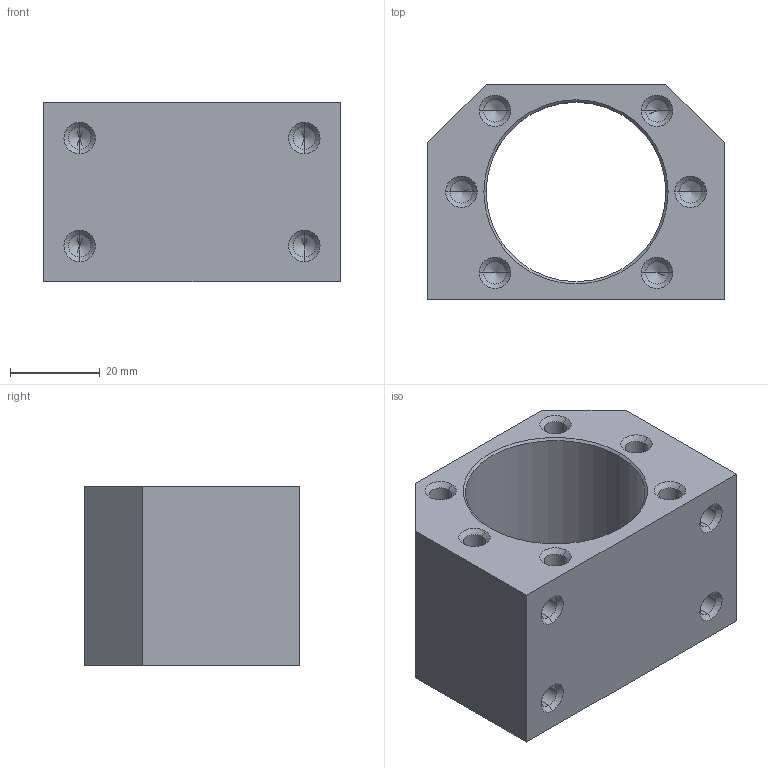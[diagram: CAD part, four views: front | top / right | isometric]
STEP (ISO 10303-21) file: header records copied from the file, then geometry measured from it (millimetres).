
FILE_DESCRIPTION (( 'STEP AP203' ), '1' );
FILE_NAME ('Bracket DSG25H.STEP', '2016-06-16T16:29:52', ( 'User' ), ( '' ), 'SwSTEP 2.0', 'SolidWorks 2015', '' );
FILE_SCHEMA (( 'CONFIG_CONTROL_DESIGN' ));
Length unit declared in the file: millimetre
Products named in the file (1): Bracket DSG25H
Bounding box: 66 x 48 x 40 mm (x, y, z)
Volume: 66530.3 mm3; surface area: 19259 mm2
Topology: 1 solids, 1 shells, 74 faces, 172 edges, 90 vertices
Faces by surface type: cone 44, cylinder 22, plane 8
Entity records: 2013 total; most frequent: DIRECTION 370, CARTESIAN_POINT 317, ORIENTED_EDGE 304, EDGE_CURVE 152, AXIS2_PLACEMENT_3D 143, VERTEX_POINT 90, EDGE_LOOP 86, LINE 84
